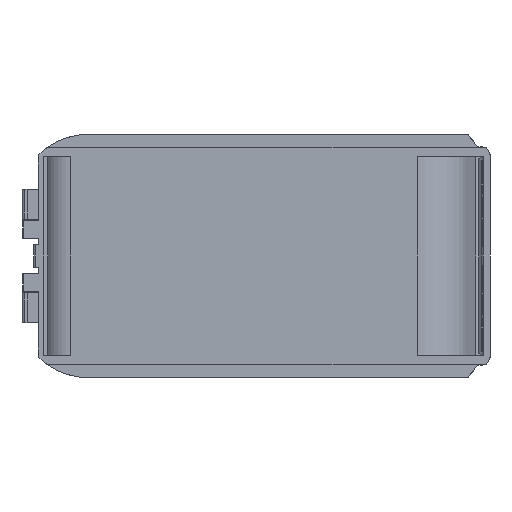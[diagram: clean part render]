
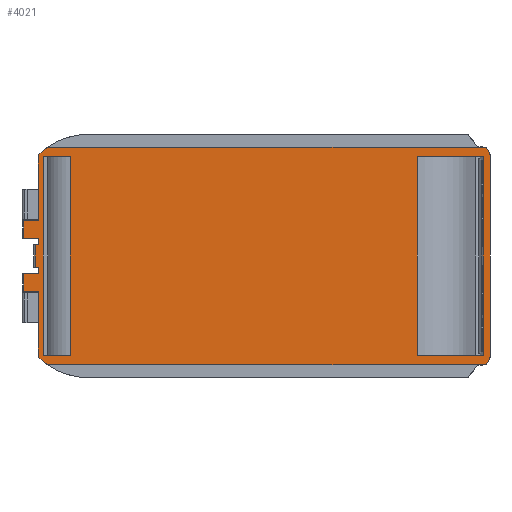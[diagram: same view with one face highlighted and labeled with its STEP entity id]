
A CAD part, front view. The second image highlights one B-rep face of the part: STEP entity #4021.
In plain terms, the highlighted planar face has unit normal (0, -1, 0).
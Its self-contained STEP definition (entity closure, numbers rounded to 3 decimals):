
#16=FACE_BOUND('',#395,.T.);
#17=FACE_BOUND('',#396,.T.);
#42=PLANE('',#4278);
#194=FACE_OUTER_BOUND('',#394,.T.);
#394=EDGE_LOOP('',(#2789,#2790,#2791,#2792,#2793,#2794,#2795,#2796,#2797,
#2798,#2799,#2800,#2801,#2802,#2803,#2804,#2805,#2806,#2807,#2808,#2809,
#2810,#2811,#2812));
#395=EDGE_LOOP('',(#2813,#2814,#2815,#2816));
#396=EDGE_LOOP('',(#2817,#2818,#2819,#2820));
#587=CIRCLE('',#4276,33.);
#589=CIRCLE('',#4279,1.);
#590=CIRCLE('',#4280,2.);
#591=CIRCLE('',#4281,2.);
#592=CIRCLE('',#4282,1.);
#593=CIRCLE('',#4283,33.);
#769=LINE('',#5966,#1219);
#773=LINE('',#5974,#1223);
#785=LINE('',#5998,#1235);
#789=LINE('',#6006,#1239);
#803=LINE('',#6045,#1253);
#804=LINE('',#6049,#1254);
#805=LINE('',#6053,#1255);
#806=LINE('',#6057,#1256);
#807=LINE('',#6061,#1257);
#808=LINE('',#6064,#1258);
#809=LINE('',#6066,#1259);
#810=LINE('',#6067,#1260);
#811=LINE('',#6069,#1261);
#812=LINE('',#6071,#1262);
#813=LINE('',#6072,#1263);
#814=LINE('',#6074,#1264);
#815=LINE('',#6076,#1265);
#816=LINE('',#6077,#1266);
#817=LINE('',#6080,#1267);
#818=LINE('',#6082,#1268);
#819=LINE('',#6084,#1269);
#820=LINE('',#6085,#1270);
#821=LINE('',#6088,#1271);
#822=LINE('',#6090,#1272);
#823=LINE('',#6092,#1273);
#824=LINE('',#6093,#1274);
#1219=VECTOR('',#4768,1000.);
#1223=VECTOR('',#4772,1000.);
#1235=VECTOR('',#4784,1000.);
#1239=VECTOR('',#4788,1000.);
#1253=VECTOR('',#4828,1000.);
#1254=VECTOR('',#4831,1000.);
#1255=VECTOR('',#4834,1000.);
#1256=VECTOR('',#4837,1000.);
#1257=VECTOR('',#4840,1000.);
#1258=VECTOR('',#4843,1000.);
#1259=VECTOR('',#4844,1000.);
#1260=VECTOR('',#4845,1000.);
#1261=VECTOR('',#4846,1000.);
#1262=VECTOR('',#4847,1000.);
#1263=VECTOR('',#4848,1000.);
#1264=VECTOR('',#4849,1000.);
#1265=VECTOR('',#4850,1000.);
#1266=VECTOR('',#4851,1000.);
#1267=VECTOR('',#4852,1000.);
#1268=VECTOR('',#4853,1000.);
#1269=VECTOR('',#4854,1000.);
#1270=VECTOR('',#4855,1000.);
#1271=VECTOR('',#4856,1000.);
#1272=VECTOR('',#4857,1000.);
#1273=VECTOR('',#4858,1000.);
#1274=VECTOR('',#4859,1000.);
#1720=VERTEX_POINT('',#5962);
#1722=VERTEX_POINT('',#5965);
#1725=VERTEX_POINT('',#5971);
#1726=VERTEX_POINT('',#5973);
#1737=VERTEX_POINT('',#5995);
#1738=VERTEX_POINT('',#5997);
#1741=VERTEX_POINT('',#6003);
#1742=VERTEX_POINT('',#6005);
#1753=VERTEX_POINT('',#6039);
#1754=VERTEX_POINT('',#6044);
#1755=VERTEX_POINT('',#6046);
#1756=VERTEX_POINT('',#6048);
#1757=VERTEX_POINT('',#6050);
#1758=VERTEX_POINT('',#6052);
#1759=VERTEX_POINT('',#6054);
#1760=VERTEX_POINT('',#6056);
#1761=VERTEX_POINT('',#6058);
#1762=VERTEX_POINT('',#6060);
#1763=VERTEX_POINT('',#6063);
#1764=VERTEX_POINT('',#6065);
#1765=VERTEX_POINT('',#6068);
#1766=VERTEX_POINT('',#6070);
#1767=VERTEX_POINT('',#6073);
#1768=VERTEX_POINT('',#6075);
#1769=VERTEX_POINT('',#6078);
#1770=VERTEX_POINT('',#6079);
#1771=VERTEX_POINT('',#6081);
#1772=VERTEX_POINT('',#6083);
#1773=VERTEX_POINT('',#6086);
#1774=VERTEX_POINT('',#6087);
#1775=VERTEX_POINT('',#6089);
#1776=VERTEX_POINT('',#6091);
#2129=EDGE_CURVE('',#1720,#1722,#769,.T.);
#2133=EDGE_CURVE('',#1725,#1726,#773,.T.);
#2145=EDGE_CURVE('',#1737,#1738,#785,.T.);
#2149=EDGE_CURVE('',#1741,#1742,#789,.T.);
#2167=EDGE_CURVE('',#1753,#1737,#587,.T.);
#2169=EDGE_CURVE('',#1753,#1754,#803,.T.);
#2170=EDGE_CURVE('',#1755,#1754,#589,.T.);
#2171=EDGE_CURVE('',#1756,#1755,#804,.T.);
#2172=EDGE_CURVE('',#1757,#1756,#590,.T.);
#2173=EDGE_CURVE('',#1758,#1757,#805,.T.);
#2174=EDGE_CURVE('',#1759,#1758,#591,.T.);
#2175=EDGE_CURVE('',#1760,#1759,#806,.T.);
#2176=EDGE_CURVE('',#1761,#1760,#592,.T.);
#2177=EDGE_CURVE('',#1762,#1761,#807,.T.);
#2178=EDGE_CURVE('',#1726,#1762,#593,.T.);
#2179=EDGE_CURVE('',#1763,#1725,#808,.T.);
#2180=EDGE_CURVE('',#1763,#1764,#809,.T.);
#2181=EDGE_CURVE('',#1764,#1722,#810,.T.);
#2182=EDGE_CURVE('',#1765,#1720,#811,.T.);
#2183=EDGE_CURVE('',#1765,#1766,#812,.T.);
#2184=EDGE_CURVE('',#1766,#1742,#813,.T.);
#2185=EDGE_CURVE('',#1767,#1741,#814,.T.);
#2186=EDGE_CURVE('',#1767,#1768,#815,.T.);
#2187=EDGE_CURVE('',#1768,#1738,#816,.T.);
#2188=EDGE_CURVE('',#1769,#1770,#817,.T.);
#2189=EDGE_CURVE('',#1769,#1771,#818,.T.);
#2190=EDGE_CURVE('',#1771,#1772,#819,.T.);
#2191=EDGE_CURVE('',#1770,#1772,#820,.T.);
#2192=EDGE_CURVE('',#1773,#1774,#821,.T.);
#2193=EDGE_CURVE('',#1773,#1775,#822,.T.);
#2194=EDGE_CURVE('',#1776,#1775,#823,.T.);
#2195=EDGE_CURVE('',#1774,#1776,#824,.T.);
#2789=ORIENTED_EDGE('',*,*,#2167,.F.);
#2790=ORIENTED_EDGE('',*,*,#2169,.T.);
#2791=ORIENTED_EDGE('',*,*,#2170,.F.);
#2792=ORIENTED_EDGE('',*,*,#2171,.F.);
#2793=ORIENTED_EDGE('',*,*,#2172,.F.);
#2794=ORIENTED_EDGE('',*,*,#2173,.F.);
#2795=ORIENTED_EDGE('',*,*,#2174,.F.);
#2796=ORIENTED_EDGE('',*,*,#2175,.F.);
#2797=ORIENTED_EDGE('',*,*,#2176,.F.);
#2798=ORIENTED_EDGE('',*,*,#2177,.F.);
#2799=ORIENTED_EDGE('',*,*,#2178,.F.);
#2800=ORIENTED_EDGE('',*,*,#2133,.F.);
#2801=ORIENTED_EDGE('',*,*,#2179,.F.);
#2802=ORIENTED_EDGE('',*,*,#2180,.T.);
#2803=ORIENTED_EDGE('',*,*,#2181,.T.);
#2804=ORIENTED_EDGE('',*,*,#2129,.F.);
#2805=ORIENTED_EDGE('',*,*,#2182,.F.);
#2806=ORIENTED_EDGE('',*,*,#2183,.T.);
#2807=ORIENTED_EDGE('',*,*,#2184,.T.);
#2808=ORIENTED_EDGE('',*,*,#2149,.F.);
#2809=ORIENTED_EDGE('',*,*,#2185,.F.);
#2810=ORIENTED_EDGE('',*,*,#2186,.T.);
#2811=ORIENTED_EDGE('',*,*,#2187,.T.);
#2812=ORIENTED_EDGE('',*,*,#2145,.F.);
#2813=ORIENTED_EDGE('',*,*,#2188,.F.);
#2814=ORIENTED_EDGE('',*,*,#2189,.T.);
#2815=ORIENTED_EDGE('',*,*,#2190,.T.);
#2816=ORIENTED_EDGE('',*,*,#2191,.F.);
#2817=ORIENTED_EDGE('',*,*,#2192,.F.);
#2818=ORIENTED_EDGE('',*,*,#2193,.T.);
#2819=ORIENTED_EDGE('',*,*,#2194,.F.);
#2820=ORIENTED_EDGE('',*,*,#2195,.F.);
#4021=ADVANCED_FACE('',(#194,#16,#17),#42,.F.);
#4276=AXIS2_PLACEMENT_3D('',#6041,#4822,#4823);
#4278=AXIS2_PLACEMENT_3D('',#6043,#4826,#4827);
#4279=AXIS2_PLACEMENT_3D('',#6047,#4829,#4830);
#4280=AXIS2_PLACEMENT_3D('',#6051,#4832,#4833);
#4281=AXIS2_PLACEMENT_3D('',#6055,#4835,#4836);
#4282=AXIS2_PLACEMENT_3D('',#6059,#4838,#4839);
#4283=AXIS2_PLACEMENT_3D('',#6062,#4841,#4842);
#4768=DIRECTION('',(0.,0.,1.));
#4772=DIRECTION('',(0.,0.,1.));
#4784=DIRECTION('',(0.,0.,1.));
#4788=DIRECTION('',(0.,0.,1.));
#4822=DIRECTION('center_axis',(0.,1.,0.));
#4823=DIRECTION('ref_axis',(0.,0.,1.));
#4826=DIRECTION('center_axis',(0.,1.,0.));
#4827=DIRECTION('ref_axis',(0.,0.,1.));
#4828=DIRECTION('',(1.,0.,0.));
#4829=DIRECTION('center_axis',(0.,1.,0.));
#4830=DIRECTION('ref_axis',(0.,0.,1.));
#4831=DIRECTION('',(-0.506,0.,-0.863));
#4832=DIRECTION('center_axis',(0.,1.,0.));
#4833=DIRECTION('ref_axis',(0.,0.,1.));
#4834=DIRECTION('',(0.,0.,-1.));
#4835=DIRECTION('center_axis',(0.,1.,0.));
#4836=DIRECTION('ref_axis',(0.,0.,1.));
#4837=DIRECTION('',(0.506,0.,-0.863));
#4838=DIRECTION('center_axis',(0.,1.,0.));
#4839=DIRECTION('ref_axis',(0.,0.,1.));
#4840=DIRECTION('',(1.,0.,0.));
#4841=DIRECTION('center_axis',(0.,1.,0.));
#4842=DIRECTION('ref_axis',(0.,0.,1.));
#4843=DIRECTION('',(1.,0.,0.));
#4844=DIRECTION('',(0.,0.,-1.));
#4845=DIRECTION('',(1.,0.,0.));
#4846=DIRECTION('',(1.,0.,0.));
#4847=DIRECTION('',(0.,0.,-1.));
#4848=DIRECTION('',(1.,0.,0.));
#4849=DIRECTION('',(1.,0.,0.));
#4850=DIRECTION('',(0.,0.,-1.));
#4851=DIRECTION('',(1.,0.,0.));
#4852=DIRECTION('',(0.,0.,-1.));
#4853=DIRECTION('',(1.,0.,0.));
#4854=DIRECTION('',(0.,0.,-1.));
#4855=DIRECTION('',(1.,0.,0.));
#4856=DIRECTION('',(0.,0.,-1.));
#4857=DIRECTION('',(1.,0.,0.));
#4858=DIRECTION('',(0.,0.,1.));
#4859=DIRECTION('',(1.,0.,0.));
#5962=CARTESIAN_POINT('',(0.,-40.,5.));
#5965=CARTESIAN_POINT('',(0.,-40.,8.));
#5966=CARTESIAN_POINT('',(0.,-40.,-55.3));
#5971=CARTESIAN_POINT('',(0.,-40.,16.));
#5973=CARTESIAN_POINT('',(0.,-40.,45.9));
#5974=CARTESIAN_POINT('',(0.,-40.,-55.3));
#5995=CARTESIAN_POINT('',(0.,-40.,-45.9));
#5997=CARTESIAN_POINT('',(0.,-40.,-16.));
#5998=CARTESIAN_POINT('',(0.,-40.,-55.3));
#6003=CARTESIAN_POINT('',(0.,-40.,-8.));
#6005=CARTESIAN_POINT('',(0.,-40.,-5.));
#6006=CARTESIAN_POINT('',(0.,-40.,-55.3));
#6039=CARTESIAN_POINT('',(4.092,-40.,-49.3));
#6041=CARTESIAN_POINT('Origin',(23.068,-40.,-22.302));
#6043=CARTESIAN_POINT('Origin',(0.,-40.,0.));
#6044=CARTESIAN_POINT('',(203.327,-40.,-49.3));
#6045=CARTESIAN_POINT('',(0.,-40.,-49.3));
#6046=CARTESIAN_POINT('',(203.59,-40.,-49.006));
#6047=CARTESIAN_POINT('Origin',(202.727,-40.,-48.5));
#6048=CARTESIAN_POINT('',(204.725,-40.,-47.068));
#6049=CARTESIAN_POINT('',(172.902,-40.,-101.356));
#6050=CARTESIAN_POINT('',(205.,-40.,-46.057));
#6051=CARTESIAN_POINT('Origin',(203.,-40.,-46.057));
#6052=CARTESIAN_POINT('',(205.,-40.,46.057));
#6053=CARTESIAN_POINT('',(205.,-40.,55.3));
#6054=CARTESIAN_POINT('',(204.725,-40.,47.068));
#6055=CARTESIAN_POINT('Origin',(203.,-40.,46.057));
#6056=CARTESIAN_POINT('',(203.59,-40.,49.006));
#6057=CARTESIAN_POINT('',(172.902,-40.,101.356));
#6058=CARTESIAN_POINT('',(203.327,-40.,49.3));
#6059=CARTESIAN_POINT('Origin',(202.727,-40.,48.5));
#6060=CARTESIAN_POINT('',(4.092,-40.,49.3));
#6061=CARTESIAN_POINT('',(0.,-40.,49.3));
#6062=CARTESIAN_POINT('Origin',(23.068,-40.,22.302));
#6063=CARTESIAN_POINT('',(-6.65,-40.,16.));
#6064=CARTESIAN_POINT('',(-6.65,-40.,16.));
#6065=CARTESIAN_POINT('',(-6.65,-40.,8.));
#6066=CARTESIAN_POINT('',(-6.65,-40.,16.));
#6067=CARTESIAN_POINT('',(-6.65,-40.,8.));
#6068=CARTESIAN_POINT('',(-1.5,-40.,5.));
#6069=CARTESIAN_POINT('',(-1.5,-40.,5.));
#6070=CARTESIAN_POINT('',(-1.5,-40.,-5.));
#6071=CARTESIAN_POINT('',(-1.5,-40.,5.));
#6072=CARTESIAN_POINT('',(-1.5,-40.,-5.));
#6073=CARTESIAN_POINT('',(-6.65,-40.,-8.));
#6074=CARTESIAN_POINT('',(-6.65,-40.,-8.));
#6075=CARTESIAN_POINT('',(-6.65,-40.,-16.));
#6076=CARTESIAN_POINT('',(-6.65,-40.,-8.));
#6077=CARTESIAN_POINT('',(-6.65,-40.,-16.));
#6078=CARTESIAN_POINT('',(2.093,-40.,45.));
#6079=CARTESIAN_POINT('',(2.093,-40.,-45.));
#6080=CARTESIAN_POINT('',(2.093,-40.,0.));
#6081=CARTESIAN_POINT('',(14.433,-40.,45.));
#6082=CARTESIAN_POINT('',(0.,-40.,45.));
#6083=CARTESIAN_POINT('',(14.433,-40.,-45.));
#6084=CARTESIAN_POINT('',(14.433,-40.,45.));
#6085=CARTESIAN_POINT('',(0.,-40.,-45.));
#6086=CARTESIAN_POINT('',(171.981,-40.,45.));
#6087=CARTESIAN_POINT('',(171.981,-40.,-45.));
#6088=CARTESIAN_POINT('',(171.981,-40.,45.));
#6089=CARTESIAN_POINT('',(202.,-40.,45.));
#6090=CARTESIAN_POINT('',(0.,-40.,45.));
#6091=CARTESIAN_POINT('',(202.,-40.,-45.));
#6092=CARTESIAN_POINT('',(202.,-40.,0.));
#6093=CARTESIAN_POINT('',(0.,-40.,-45.));
